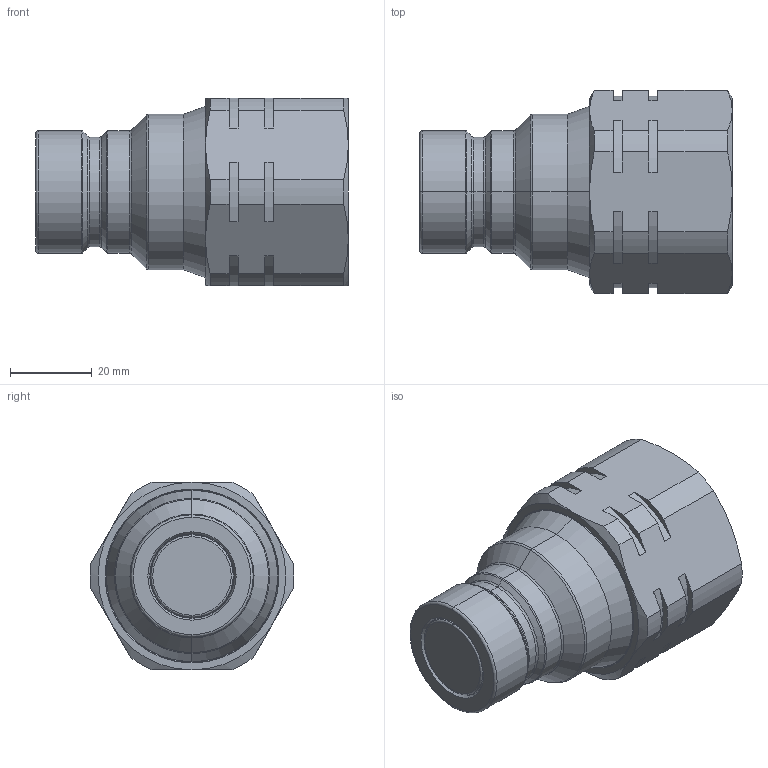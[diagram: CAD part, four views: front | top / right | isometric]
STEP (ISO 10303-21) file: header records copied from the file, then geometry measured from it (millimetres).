
FILE_DESCRIPTION (( 'STEP AP214' ), '1' );
FILE_NAME ('IF7520 RV.STEP', '2015-08-28T09:03:35', ( 'admin' ), ( 'Microsoft' ), 'SwSTEP 2.0', 'SolidWorks 2009', '' );
FILE_SCHEMA (( 'AUTOMOTIVE_DESIGN' ));
Length unit declared in the file: millimetre
Products named in the file (1): IF7520 RV
Bounding box: 76.6 x 49.96 x 46 mm (x, y, z)
Volume: 91080.3 mm3; surface area: 15054.3 mm2
Topology: 1 solids, 1 shells, 130 faces, 316 edges, 192 vertices
Faces by surface type: cylinder 48, plane 36, cone 30, torus 16
Entity records: 3919 total; most frequent: CARTESIAN_POINT 783, DIRECTION 702, ORIENTED_EDGE 632, EDGE_CURVE 316, AXIS2_PLACEMENT_3D 279, VERTEX_POINT 192, CIRCLE 148, VECTOR 144
